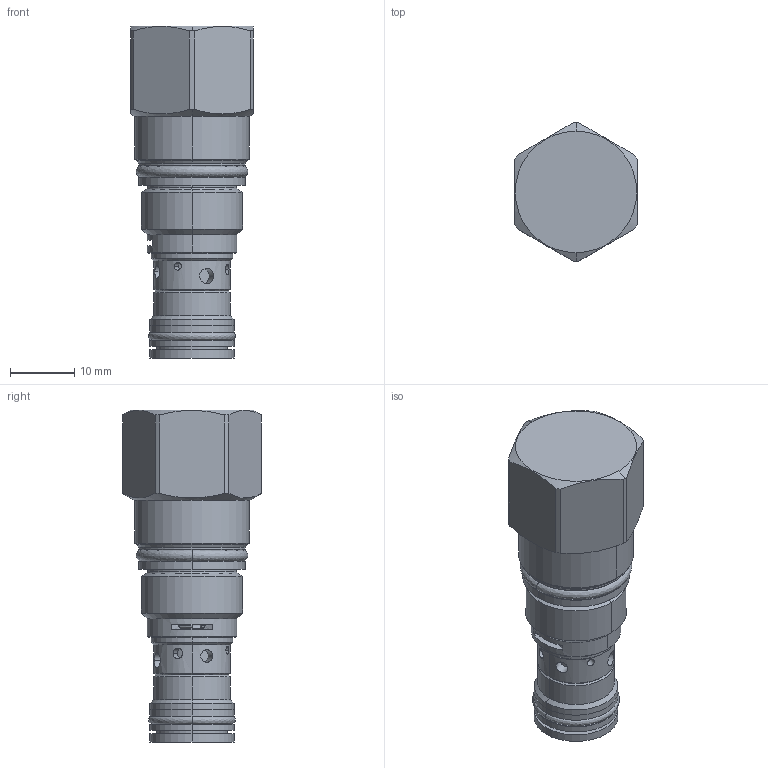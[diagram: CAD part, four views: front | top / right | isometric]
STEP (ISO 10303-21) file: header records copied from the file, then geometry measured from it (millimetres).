
FILE_DESCRIPTION((''),'2;1');
FILE_NAME('FXBCXCN_SW','2023-09-25T10:10:13',('SigMax'),(''),'CREO PARAMETRIC BY PTC INC, 2021072','CREO PARAMETRIC BY PTC INC, 2021072','');
FILE_SCHEMA(('AUTOMOTIVE_DESIGN { 1 0 10303 214 1 1 1 1 }'));
Length unit declared in the file: inch
Products named in the file (1): FXBCXCN_SW
Bounding box: 19.05 x 21.54 x 51.57 mm (x, y, z)
Volume: 10440.9 mm3; surface area: 5105.1 mm2
Topology: 2 solids, 3 shells, 204 faces, 471 edges, 291 vertices
Faces by surface type: cylinder 96, plane 37, cone 35, torus 30, revolution 6
Entity records: 8782 total; most frequent: CARTESIAN_POINT 2446, DIRECTION 1038, ORIENTED_EDGE 938, EDGE_CURVE 469, AXIS2_PLACEMENT_3D 443, VERTEX_POINT 291, CIRCLE 245, EDGE_LOOP 232
